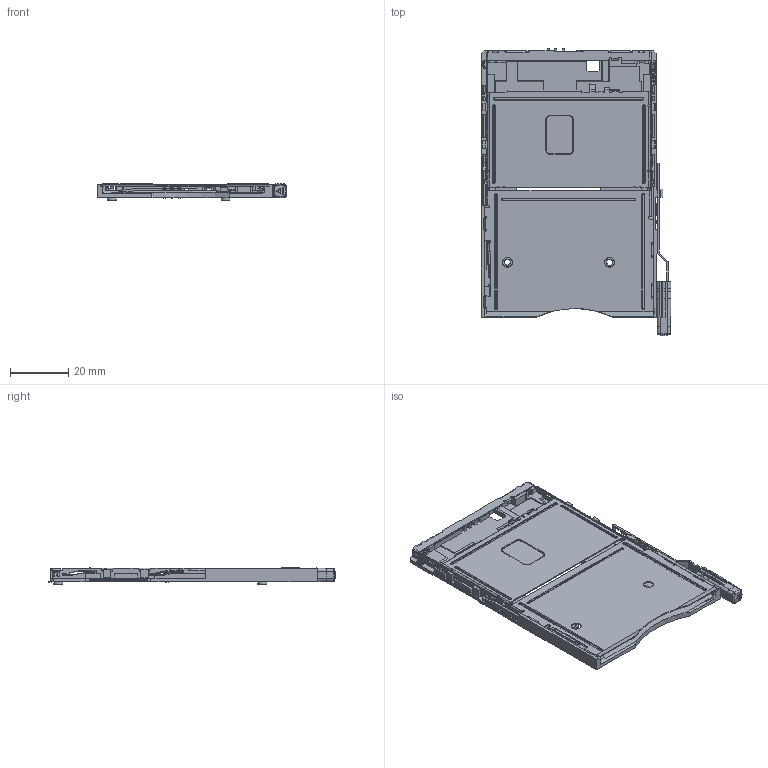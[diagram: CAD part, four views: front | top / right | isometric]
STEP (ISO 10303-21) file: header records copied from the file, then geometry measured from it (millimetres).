
FILE_DESCRIPTION (( 'STEP AP214' ), '1' );
FILE_NAME ('C_ETCS_Card_Socket_Rev.A.STEP', '2021-03-31T06:25:32', ( '' ), ( '' ), 'SwSTEP 2.0', 'SolidWorks 2020', '' );
FILE_SCHEMA (( 'AUTOMOTIVE_DESIGN' ));
Length unit declared in the file: millimetre
Products named in the file (1): C_ETCS_Card_Socket_Rev.A
Bounding box: 65 x 98.65 x 5.9 mm (x, y, z)
Volume: 10705.1 mm3; surface area: 22350.4 mm2
Topology: 3 solids, 3 shells, 2911 faces, 8158 edges, 5251 vertices
Faces by surface type: plane 1743, cylinder 776, bspline 299, cone 85, torus 8
Full cylindrical faces by diameter (mm): 0.9 x1, 1 x2, 2 x6, 2.1 x4, 3 x3, 3.4 x2
Entity records: 108107 total; most frequent: CARTESIAN_POINT 38418, ORIENTED_EDGE 15912, DIRECTION 12045, EDGE_CURVE 7956, VECTOR 5379, LINE 5379, VERTEX_POINT 5164, AXIS2_PLACEMENT_3D 3333
